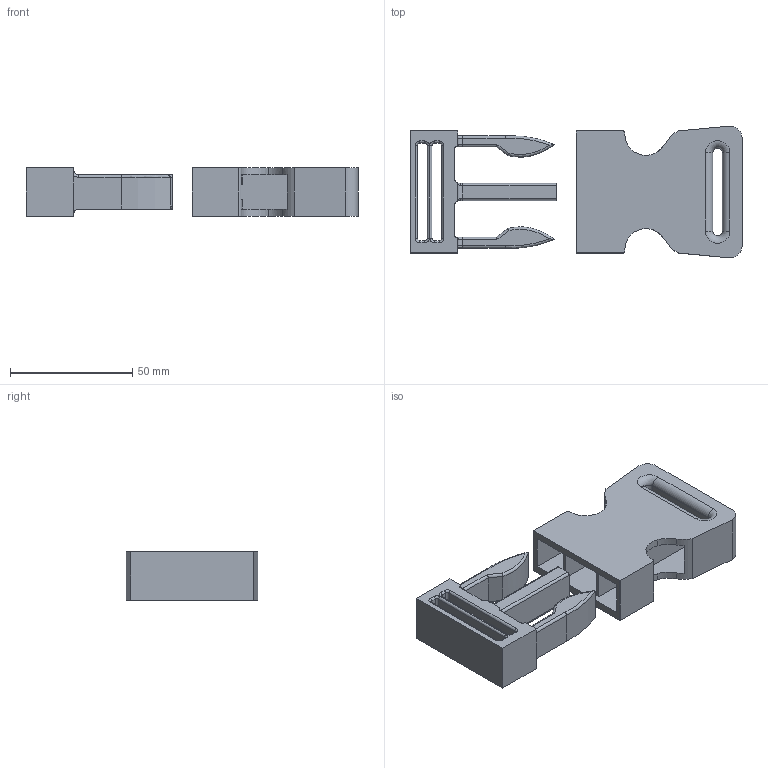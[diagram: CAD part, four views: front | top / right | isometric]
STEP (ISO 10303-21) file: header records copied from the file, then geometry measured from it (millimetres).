
FILE_DESCRIPTION(('HOOPS Exchange Step'),'2;1');
FILE_NAME('temp_export','2026-02-04T02:03:22-06:00',('mobile'),('Shapr3D Limited'),'HOOPS Exchange 2025.9','Shapr3D','Authorized');
FILE_SCHEMA( ('AP242_MANAGED_MODEL_BASED_3D_ENGINEERING_MIM_LF {1 0 10303 442 1 1 4}') );
Length unit declared in the file: millimetre
Products named in the file (1): root
Bounding box: 136 x 54 x 20 mm (x, y, z)
Volume: 51516.6 mm3; surface area: 32109.8 mm2
Topology: 2 solids, 2 shells, 211 faces, 539 edges, 328 vertices
Faces by surface type: plane 78, cylinder 72, bspline 32, torus 29
Entity records: 10287 total; most frequent: CARTESIAN_POINT 5229, ORIENTED_EDGE 1078, DIRECTION 1024, EDGE_CURVE 539, AXIS2_PLACEMENT_3D 369, VERTEX_POINT 328, VECTOR 286, LINE 286
